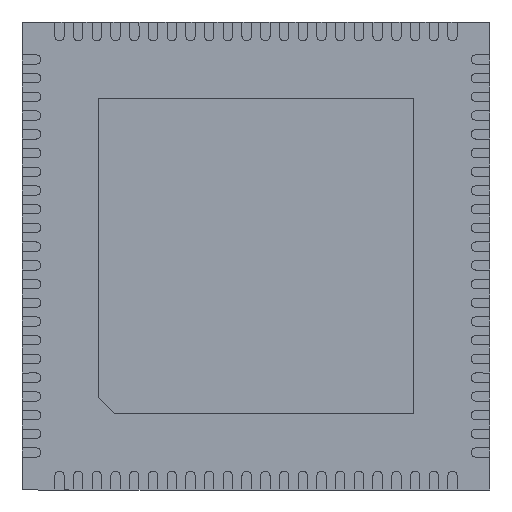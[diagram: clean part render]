
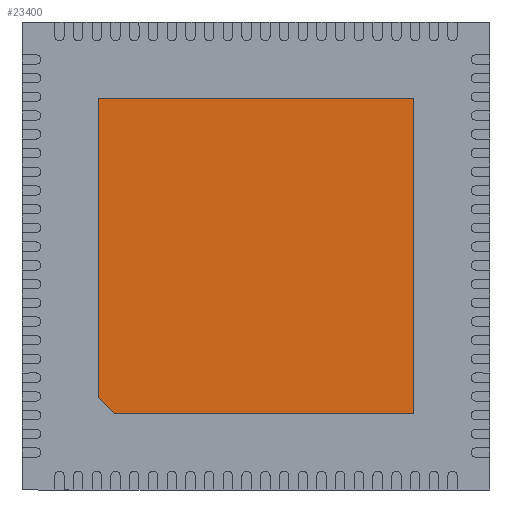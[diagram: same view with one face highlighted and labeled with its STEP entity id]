
A CAD part, front view. The second image highlights one B-rep face of the part: STEP entity #23400.
In plain terms, the highlighted planar face has unit normal (0, -1, 0).
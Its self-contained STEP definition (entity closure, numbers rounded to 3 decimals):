
#99 = VERTEX_POINT ( 'NONE', #15378 ) ;
#763 = DIRECTION ( 'NONE',  ( 0., 1., 0. ) ) ;
#983 = DIRECTION ( 'NONE',  ( 0.707, 0., -0.707 ) ) ;
#1722 = EDGE_CURVE ( 'NONE', #99, #14344, #9328, .T. ) ;
#2630 = CARTESIAN_POINT ( 'NONE',  ( -3.02, 0., -3.37 ) ) ;
#2768 = EDGE_CURVE ( 'NONE', #19835, #99, #20369, .T. ) ;
#3918 = CARTESIAN_POINT ( 'NONE',  ( 3.37, 0., 3.37 ) ) ;
#3957 = VECTOR ( 'NONE', #16767, 1000. ) ;
#4392 = EDGE_CURVE ( 'NONE', #14344, #12701, #18184, .T. ) ;
#6930 = ORIENTED_EDGE ( 'NONE', *, *, #26486, .T. ) ;
#7839 = AXIS2_PLACEMENT_3D ( 'NONE', #14112, #763, #18849 ) ;
#7986 = DIRECTION ( 'NONE',  ( -1., 0., 0. ) ) ;
#9328 = LINE ( 'NONE', #24443, #26339 ) ;
#10146 = ORIENTED_EDGE ( 'NONE', *, *, #1722, .T. ) ;
#10868 = DIRECTION ( 'NONE',  ( 0., 0., -1. ) ) ;
#11610 = LINE ( 'NONE', #3918, #19518 ) ;
#12029 = CARTESIAN_POINT ( 'NONE',  ( 3.37, 0., 3.37 ) ) ;
#12248 = EDGE_CURVE ( 'NONE', #12701, #23040, #14749, .T. ) ;
#12701 = VERTEX_POINT ( 'NONE', #2630 ) ;
#13152 = EDGE_LOOP ( 'NONE', ( #6930, #21173, #10146, #26248, #17216 ) ) ;
#14112 = CARTESIAN_POINT ( 'NONE',  ( 0., 0., 0. ) ) ;
#14344 = VERTEX_POINT ( 'NONE', #21133 ) ;
#14538 = CARTESIAN_POINT ( 'NONE',  ( 3.37, 0., -3.37 ) ) ;
#14749 = LINE ( 'NONE', #14538, #3957 ) ;
#15111 = FACE_OUTER_BOUND ( 'NONE', #13152, .T. ) ;
#15378 = CARTESIAN_POINT ( 'NONE',  ( -3.37, 0., 3.37 ) ) ;
#15574 = CARTESIAN_POINT ( 'NONE',  ( 3.37, 0., -3.37 ) ) ;
#16346 = PLANE ( 'NONE',  #7839 ) ;
#16767 = DIRECTION ( 'NONE',  ( 1., 0., 0. ) ) ;
#17216 = ORIENTED_EDGE ( 'NONE', *, *, #12248, .T. ) ;
#18184 = LINE ( 'NONE', #20859, #19568 ) ;
#18849 = DIRECTION ( 'NONE',  ( 0., 0., 1. ) ) ;
#19356 = VECTOR ( 'NONE', #7986, 1000. ) ;
#19518 = VECTOR ( 'NONE', #23989, 1000. ) ;
#19568 = VECTOR ( 'NONE', #983, 1000. ) ;
#19835 = VERTEX_POINT ( 'NONE', #12029 ) ;
#20369 = LINE ( 'NONE', #26013, #19356 ) ;
#20859 = CARTESIAN_POINT ( 'NONE',  ( -3.02, 0., -3.37 ) ) ;
#21133 = CARTESIAN_POINT ( 'NONE',  ( -3.37, 0., -3.02 ) ) ;
#21173 = ORIENTED_EDGE ( 'NONE', *, *, #2768, .T. ) ;
#23040 = VERTEX_POINT ( 'NONE', #15574 ) ;
#23400 = ADVANCED_FACE ( 'NONE', ( #15111 ), #16346, .F. ) ;
#23989 = DIRECTION ( 'NONE',  ( 0., 0., 1. ) ) ;
#24443 = CARTESIAN_POINT ( 'NONE',  ( -3.37, 0., 3.37 ) ) ;
#26013 = CARTESIAN_POINT ( 'NONE',  ( 3.37, 0., 3.37 ) ) ;
#26248 = ORIENTED_EDGE ( 'NONE', *, *, #4392, .T. ) ;
#26339 = VECTOR ( 'NONE', #10868, 1000. ) ;
#26486 = EDGE_CURVE ( 'NONE', #23040, #19835, #11610, .T. ) ;
